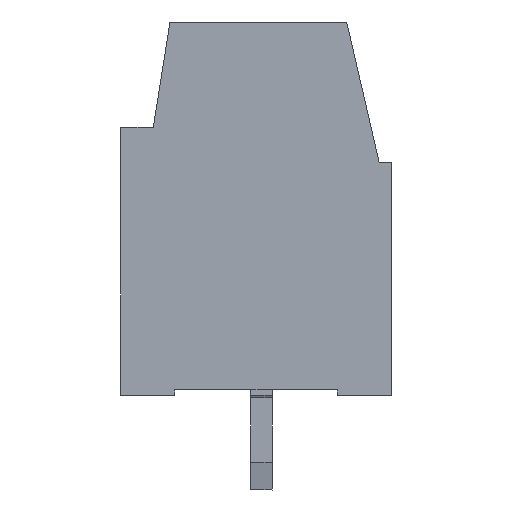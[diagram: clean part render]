
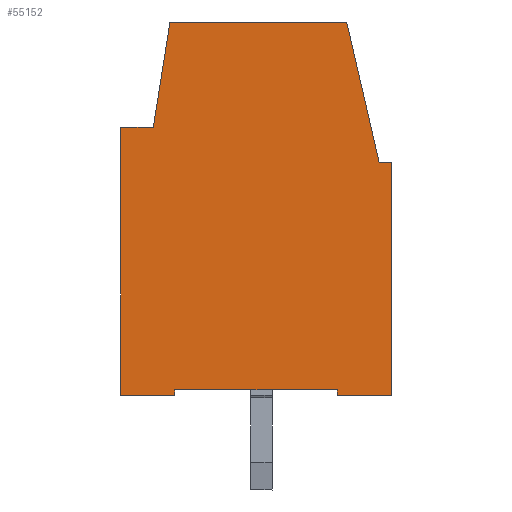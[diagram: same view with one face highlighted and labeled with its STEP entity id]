
A CAD part, left-side view. The second image highlights one B-rep face of the part: STEP entity #55152.
In plain terms, the highlighted planar face has unit normal (-1, 0, 0).
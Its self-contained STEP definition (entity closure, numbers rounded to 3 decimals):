
#55060=AXIS2_PLACEMENT_3D('Plane Axis2P3D',#55057,#55058,#55059) ;
#54668=CARTESIAN_POINT('Vertex',(0.,0.,12.101)) ;
#54671=CARTESIAN_POINT('Line Origine',(0.,0.,7.8)) ;
#54675=CARTESIAN_POINT('Vertex',(0.,0.,3.5)) ;
#55041=CARTESIAN_POINT('Vertex',(0.,0.445,12.1)) ;
#55044=CARTESIAN_POINT('Line Origine',(0.,0.223,12.1)) ;
#55057=CARTESIAN_POINT('Axis2P3D Location',(0.,3.449,14.)) ;
#55062=CARTESIAN_POINT('Line Origine',(0.,1.027,14.623)) ;
#55066=CARTESIAN_POINT('Vertex',(0.,1.609,17.145)) ;
#55069=CARTESIAN_POINT('Line Origine',(0.,1.627,17.223)) ;
#55073=CARTESIAN_POINT('Vertex',(0.,1.645,17.3)) ;
#55076=CARTESIAN_POINT('Line Origine',(0.,4.913,17.3)) ;
#55080=CARTESIAN_POINT('Vertex',(0.,8.181,17.301)) ;
#55083=CARTESIAN_POINT('Line Origine',(0.,8.49,15.351)) ;
#55087=CARTESIAN_POINT('Vertex',(0.,8.799,13.401)) ;
#55090=CARTESIAN_POINT('Line Origine',(0.,9.399,13.401)) ;
#55094=CARTESIAN_POINT('Vertex',(0.,9.999,13.401)) ;
#55097=CARTESIAN_POINT('Line Origine',(0.,10.,8.451)) ;
#55101=CARTESIAN_POINT('Vertex',(0.,10.,3.501)) ;
#55104=CARTESIAN_POINT('Line Origine',(0.,9.,3.501)) ;
#55108=CARTESIAN_POINT('Vertex',(0.,8.,3.501)) ;
#55111=CARTESIAN_POINT('Line Origine',(0.,8.,3.601)) ;
#55115=CARTESIAN_POINT('Vertex',(0.,8.,3.701)) ;
#55118=CARTESIAN_POINT('Line Origine',(0.,5.,3.7)) ;
#55122=CARTESIAN_POINT('Vertex',(0.,2.,3.7)) ;
#55125=CARTESIAN_POINT('Line Origine',(0.,2.,3.6)) ;
#55129=CARTESIAN_POINT('Vertex',(0.,2.,3.5)) ;
#55132=CARTESIAN_POINT('Line Origine',(0.,1.,3.5)) ;
#54672=DIRECTION('Vector Direction',(0.,0.,1.)) ;
#55045=DIRECTION('Vector Direction',(0.,-1.,0.001)) ;
#55058=DIRECTION('Axis2P3D Direction',(1.,0.,0.)) ;
#55059=DIRECTION('Axis2P3D XDirection',(0.,1.,0.)) ;
#55063=DIRECTION('Vector Direction',(0.,0.225,0.974)) ;
#55070=DIRECTION('Vector Direction',(0.,0.225,0.974)) ;
#55077=DIRECTION('Vector Direction',(0.,-1.,0.)) ;
#55084=DIRECTION('Vector Direction',(0.,0.157,-0.988)) ;
#55091=DIRECTION('Vector Direction',(0.,-1.,0.)) ;
#55098=DIRECTION('Vector Direction',(0.,0.,-1.)) ;
#55105=DIRECTION('Vector Direction',(0.,-1.,0.)) ;
#55112=DIRECTION('Vector Direction',(0.,0.,1.)) ;
#55119=DIRECTION('Vector Direction',(0.,-1.,0.)) ;
#55126=DIRECTION('Vector Direction',(0.,0.,-1.)) ;
#55133=DIRECTION('Vector Direction',(0.,-1.,0.)) ;
#54673=VECTOR('Line Direction',#54672,1.) ;
#55046=VECTOR('Line Direction',#55045,1.) ;
#55064=VECTOR('Line Direction',#55063,1.) ;
#55071=VECTOR('Line Direction',#55070,1.) ;
#55078=VECTOR('Line Direction',#55077,1.) ;
#55085=VECTOR('Line Direction',#55084,1.) ;
#55092=VECTOR('Line Direction',#55091,1.) ;
#55099=VECTOR('Line Direction',#55098,1.) ;
#55106=VECTOR('Line Direction',#55105,1.) ;
#55113=VECTOR('Line Direction',#55112,1.) ;
#55120=VECTOR('Line Direction',#55119,1.) ;
#55127=VECTOR('Line Direction',#55126,1.) ;
#55134=VECTOR('Line Direction',#55133,1.) ;
#55138=ORIENTED_EDGE('',*,*,#54677,.T.) ;
#55139=ORIENTED_EDGE('',*,*,#55048,.F.) ;
#55140=ORIENTED_EDGE('',*,*,#55068,.T.) ;
#55141=ORIENTED_EDGE('',*,*,#55075,.T.) ;
#55142=ORIENTED_EDGE('',*,*,#55082,.F.) ;
#55143=ORIENTED_EDGE('',*,*,#55089,.T.) ;
#55144=ORIENTED_EDGE('',*,*,#55096,.F.) ;
#55145=ORIENTED_EDGE('',*,*,#55103,.T.) ;
#55146=ORIENTED_EDGE('',*,*,#55110,.T.) ;
#55147=ORIENTED_EDGE('',*,*,#55117,.T.) ;
#55148=ORIENTED_EDGE('',*,*,#55124,.T.) ;
#55149=ORIENTED_EDGE('',*,*,#55131,.T.) ;
#55150=ORIENTED_EDGE('',*,*,#55136,.T.) ;
#55152=ADVANCED_FACE('COVER',(#55151),#55061,.F.) ;
#54677=EDGE_CURVE('',#54676,#54669,#54674,.T.) ;
#55048=EDGE_CURVE('',#55042,#54669,#55047,.T.) ;
#55068=EDGE_CURVE('',#55042,#55067,#55065,.T.) ;
#55075=EDGE_CURVE('',#55067,#55074,#55072,.T.) ;
#55082=EDGE_CURVE('',#55081,#55074,#55079,.T.) ;
#55089=EDGE_CURVE('',#55081,#55088,#55086,.T.) ;
#55096=EDGE_CURVE('',#55095,#55088,#55093,.T.) ;
#55103=EDGE_CURVE('',#55095,#55102,#55100,.T.) ;
#55110=EDGE_CURVE('',#55102,#55109,#55107,.T.) ;
#55117=EDGE_CURVE('',#55109,#55116,#55114,.T.) ;
#55124=EDGE_CURVE('',#55116,#55123,#55121,.T.) ;
#55131=EDGE_CURVE('',#55123,#55130,#55128,.T.) ;
#55136=EDGE_CURVE('',#55130,#54676,#55135,.T.) ;
#55137=EDGE_LOOP('',(#55138,#55139,#55140,#55141,#55142,#55143,#55144,#55145,#55146,#55147,#55148,#55149,#55150)) ;
#55151=FACE_OUTER_BOUND('',#55137,.T.) ;
#54674=LINE('Line',#54671,#54673) ;
#55047=LINE('Line',#55044,#55046) ;
#55065=LINE('Line',#55062,#55064) ;
#55072=LINE('Line',#55069,#55071) ;
#55079=LINE('Line',#55076,#55078) ;
#55086=LINE('Line',#55083,#55085) ;
#55093=LINE('Line',#55090,#55092) ;
#55100=LINE('Line',#55097,#55099) ;
#55107=LINE('Line',#55104,#55106) ;
#55114=LINE('Line',#55111,#55113) ;
#55121=LINE('Line',#55118,#55120) ;
#55128=LINE('Line',#55125,#55127) ;
#55135=LINE('Line',#55132,#55134) ;
#55061=PLANE('',#55060) ;
#54669=VERTEX_POINT('',#54668) ;
#54676=VERTEX_POINT('',#54675) ;
#55042=VERTEX_POINT('',#55041) ;
#55067=VERTEX_POINT('',#55066) ;
#55074=VERTEX_POINT('',#55073) ;
#55081=VERTEX_POINT('',#55080) ;
#55088=VERTEX_POINT('',#55087) ;
#55095=VERTEX_POINT('',#55094) ;
#55102=VERTEX_POINT('',#55101) ;
#55109=VERTEX_POINT('',#55108) ;
#55116=VERTEX_POINT('',#55115) ;
#55123=VERTEX_POINT('',#55122) ;
#55130=VERTEX_POINT('',#55129) ;
